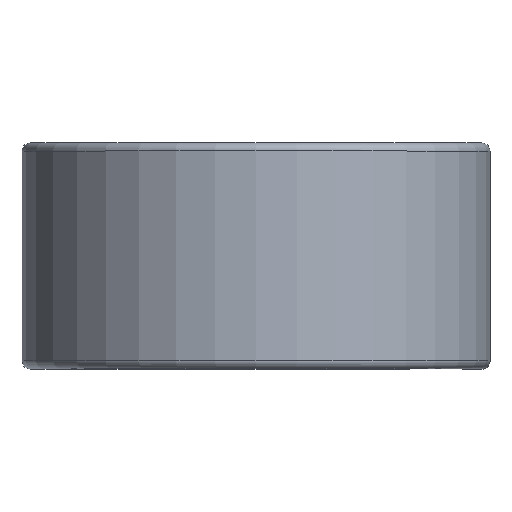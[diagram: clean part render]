
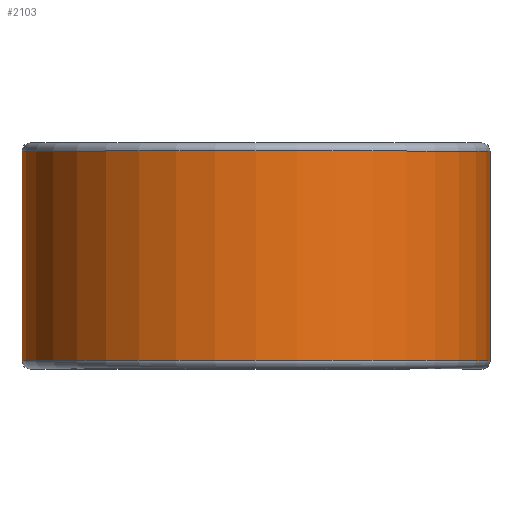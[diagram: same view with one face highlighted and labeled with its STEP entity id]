
A CAD part, top view. The second image highlights one B-rep face of the part: STEP entity #2103.
In plain terms, the highlighted cylindrical face has radius 21.361 mm (diameter 42.723 mm), a partial arc.
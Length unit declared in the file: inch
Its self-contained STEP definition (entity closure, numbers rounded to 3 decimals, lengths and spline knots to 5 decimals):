
#4 = DIRECTION ( 'NONE',  ( 0., 1., 0. ) ) ;
#23 = VECTOR ( 'NONE', #323, 39.37008 ) ;
#26 = LINE ( 'NONE', #316, #23 ) ;
#42 = EDGE_CURVE ( 'NONE', #466, #755, #299, .T. ) ;
#58 = EDGE_CURVE ( 'NONE', #755, #700, #26, .T. ) ;
#129 = AXIS2_PLACEMENT_3D ( 'NONE', #196, #244, #309 ) ;
#196 = CARTESIAN_POINT ( 'NONE',  ( 0., -0.37625, 0. ) ) ;
#244 = DIRECTION ( 'NONE',  ( 0., -1., 0. ) ) ;
#299 = CIRCLE ( 'NONE', #129, 0.841 ) ;
#309 = DIRECTION ( 'NONE',  ( 0., 0., -1. ) ) ;
#316 = CARTESIAN_POINT ( 'NONE',  ( 0., 0.37625, -0.841 ) ) ;
#323 = DIRECTION ( 'NONE',  ( 0., 1., 0. ) ) ;
#337 = DIRECTION ( 'NONE',  ( 0., 0., -1. ) ) ;
#381 = DIRECTION ( 'NONE',  ( 0., 0., -1. ) ) ;
#466 = VERTEX_POINT ( 'NONE', #1888 ) ;
#476 = VERTEX_POINT ( 'NONE', #2267 ) ;
#501 = VECTOR ( 'NONE', #4, 39.37008 ) ;
#585 = EDGE_CURVE ( 'NONE', #466, #476, #1936, .T. ) ;
#700 = VERTEX_POINT ( 'NONE', #1712 ) ;
#732 = ORIENTED_EDGE ( 'NONE', *, *, #585, .T. ) ;
#755 = VERTEX_POINT ( 'NONE', #1887 ) ;
#966 = EDGE_LOOP ( 'NONE', ( #732, #1625, #1475, #1660 ) ) ;
#989 = CARTESIAN_POINT ( 'NONE',  ( 0., 0.37625, 0. ) ) ;
#1127 = CYLINDRICAL_SURFACE ( 'NONE', #1218, 0.841 ) ;
#1218 = AXIS2_PLACEMENT_3D ( 'NONE', #1621, #1786, #337 ) ;
#1461 = DIRECTION ( 'NONE',  ( 0., -1., 0. ) ) ;
#1475 = ORIENTED_EDGE ( 'NONE', *, *, #58, .F. ) ;
#1576 = EDGE_CURVE ( 'NONE', #476, #700, #2061, .T. ) ;
#1621 = CARTESIAN_POINT ( 'NONE',  ( 0., 0.375, 0. ) ) ;
#1625 = ORIENTED_EDGE ( 'NONE', *, *, #1576, .T. ) ;
#1641 = AXIS2_PLACEMENT_3D ( 'NONE', #989, #1461, #381 ) ;
#1660 = ORIENTED_EDGE ( 'NONE', *, *, #42, .F. ) ;
#1706 = CARTESIAN_POINT ( 'NONE',  ( 0.841, 0.37625, 0. ) ) ;
#1712 = CARTESIAN_POINT ( 'NONE',  ( 0., 0.37625, -0.841 ) ) ;
#1786 = DIRECTION ( 'NONE',  ( 0., -1., 0. ) ) ;
#1887 = CARTESIAN_POINT ( 'NONE',  ( 0., -0.37625, -0.841 ) ) ;
#1888 = CARTESIAN_POINT ( 'NONE',  ( 0.841, -0.37625, 0. ) ) ;
#1936 = LINE ( 'NONE', #1706, #501 ) ;
#2061 = CIRCLE ( 'NONE', #1641, 0.841 ) ;
#2103 = ADVANCED_FACE ( 'NONE', ( #2313 ), #1127, .T. ) ;
#2267 = CARTESIAN_POINT ( 'NONE',  ( 0.841, 0.37625, 0. ) ) ;
#2313 = FACE_OUTER_BOUND ( 'NONE', #966, .T. ) ;
